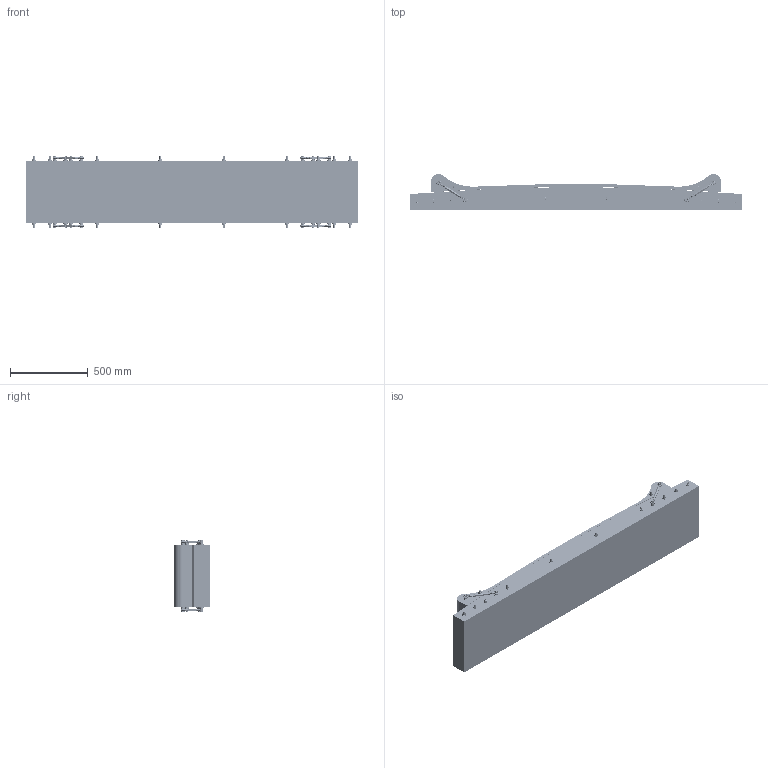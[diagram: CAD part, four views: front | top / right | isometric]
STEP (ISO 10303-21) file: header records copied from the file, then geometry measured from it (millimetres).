
FILE_DESCRIPTION(/* description */ (''),/* implementation_level */ '2;1');
FILE_NAME(/* name */ 'Snowboard Mold Basic Public v18.step',/* time_stamp */ '2021-03-28T19:39:36-07:00',/* author */ (''),/* organization */ (''),/* preprocessor_version */ 'ST-DEVELOPER v18.1',/* originating_system */ 'Autodesk Translation Framework v9.10.0.1330',/* authorisation */ '');
FILE_SCHEMA (('AUTOMOTIVE_DESIGN { 1 0 10303 214 3 1 1 }'));
Length unit declared in the file: inch
Products named in the file (33): Snowboard Mold Basic Public; Camber Block; Camber Block Original Public; Threaded Rod; Threaded Rod_1; Threaded Rod_2; Threaded Rod_3; Threaded Rod_4; Threaded Rod_5; Threaded Rod_6; Threaded Rod_7; Threaded Rod_8; Threaded Rod_9; Threaded Rod_10; Threaded Rod_11; Nose Block; Threaded Rod_12; Threaded Rod_13; Nose Block_1; #20750; Threaded Rod_14; Threaded Rod_15; 93960A180; Center Spacer; Turnbuckles; 30125T601; 30125T601_1; 90490A033; 30125T601_2; 30125T601_3; Center; Component11; Component12
Assembly tree (174 placements, depth 4):
  Snowboard Mold Basic Public
    Camber Block
      Camber Block Original Public  x21
      Threaded Rod
        93960A180  x2
        90490A033  x2
      Threaded Rod_1
        93960A180  x2
        90490A033  x2
      Threaded Rod_2
        93960A180  x2
        90490A033  x2
      Threaded Rod_3
        93960A180  x2
        90490A033  x2
      Threaded Rod_4
        93960A180  x2
        90490A033  x2
      Threaded Rod_5
        93960A180  x2
        90490A033  x2
      Threaded Rod_6
        93960A180  x2
        90490A033  x2
      Threaded Rod_7
        93960A180  x2
        90490A033  x2
      Threaded Rod_8
        93960A180  x2
        90490A033  x2
      Threaded Rod_9
        93960A180  x2
        90490A033  x2
      Threaded Rod_10
        93960A180  x2
        90490A033  x2
      Threaded Rod_11
        93960A180  x2
        90490A033  x2
    Nose Block
      #20750  x21
      Threaded Rod_12
        93960A180  x2
        90490A033  x2
      Threaded Rod_13
        93960A180  x2
        90490A033  x2
    Nose Block_1
      #20750  x21
      Threaded Rod_14
        93960A180  x2
        90490A033  x2
      Threaded Rod_15
        93960A180  x2
        90490A033  x2
    Center Spacer
    Turnbuckles
      30125T601
        Center
        Component11
Bounding box: 2133.6 x 229.99 x 467.36 mm (x, y, z)
Volume: 136967834.2 mm3; surface area: 17406068.4 mm2
Topology: 166 solids, 166 shells, 3874 faces, 9410 edges, 5884 vertices
Faces by surface type: cylinder 1681, cone 1328, plane 765, bspline 84, torus 16
Full cylindrical faces by diameter (mm): 7.938 x8, 8.236 x288, 9.525 x280, 9.779 x8, 10.162 x168, 11.049 x4, 12.563 x16, 12.7 x504, 13.487 x32, 15.123 x8, 26.975 x32
Entity records: 20596 total; most frequent: CARTESIAN_POINT 8685, DIRECTION 2422, ORIENTED_EDGE 2156, EDGE_CURVE 1078, AXIS2_PLACEMENT_3D 1022, VERTEX_POINT 672, EDGE_LOOP 496, FACE_OUTER_BOUND 458
